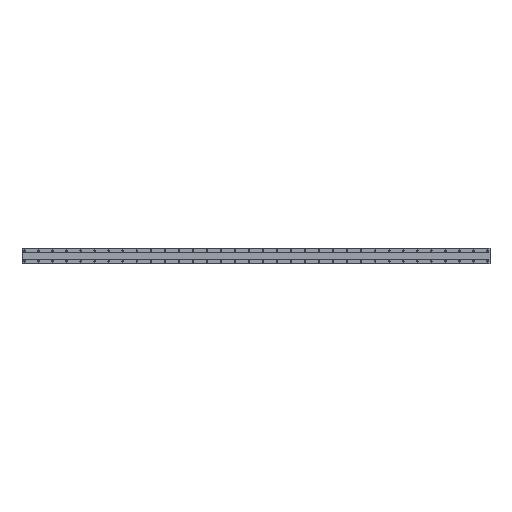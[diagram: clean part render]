
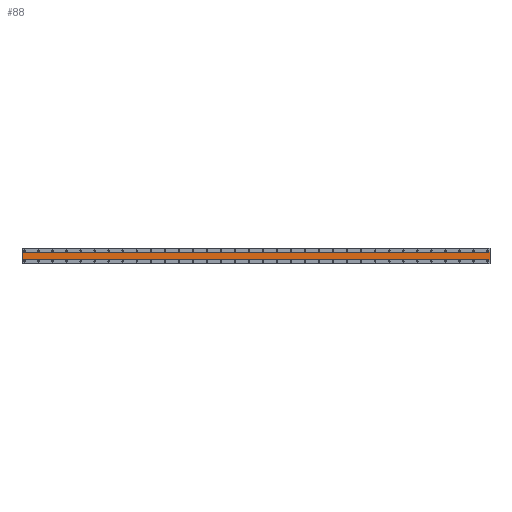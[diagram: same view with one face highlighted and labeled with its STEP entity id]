
A CAD part, front view. The second image highlights one B-rep face of the part: STEP entity #88.
In plain terms, the highlighted planar face has unit normal (0, -1, 0).
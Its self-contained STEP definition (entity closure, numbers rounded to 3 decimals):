
#88 = ADVANCED_FACE ( 'NONE', ( #7789 ), #1539, .F. ) ;
#480 = EDGE_CURVE ( 'NONE', #8018, #10957, #2152, .T. ) ;
#660 = DIRECTION ( 'NONE',  ( 0., 0., -1. ) ) ;
#836 = CARTESIAN_POINT ( 'NONE',  ( -15., 1., 44.91 ) ) ;
#1282 = VERTEX_POINT ( 'NONE', #6027 ) ;
#1314 = VECTOR ( 'NONE', #8484, 1000. ) ;
#1539 = PLANE ( 'NONE',  #7278 ) ;
#1643 = LINE ( 'NONE', #836, #10058 ) ;
#1899 = LINE ( 'NONE', #4495, #2029 ) ;
#2029 = VECTOR ( 'NONE', #6495, 1000. ) ;
#2152 = LINE ( 'NONE', #5754, #1314 ) ;
#3340 = CARTESIAN_POINT ( 'NONE',  ( 2655., 1., -20. ) ) ;
#3588 = CARTESIAN_POINT ( 'NONE',  ( 2655., 1., -20. ) ) ;
#4495 = CARTESIAN_POINT ( 'NONE',  ( 2655., 1., 20. ) ) ;
#4883 = DIRECTION ( 'NONE',  ( 0., 1., 0. ) ) ;
#4913 = ORIENTED_EDGE ( 'NONE', *, *, #480, .F. ) ;
#4938 = DIRECTION ( 'NONE',  ( 0., 0., 1. ) ) ;
#5072 = ORIENTED_EDGE ( 'NONE', *, *, #6376, .T. ) ;
#5754 = CARTESIAN_POINT ( 'NONE',  ( 2655., 1., 44.91 ) ) ;
#6027 = CARTESIAN_POINT ( 'NONE',  ( -15., 1., 20. ) ) ;
#6376 = EDGE_CURVE ( 'NONE', #1282, #7212, #1643, .T. ) ;
#6495 = DIRECTION ( 'NONE',  ( 1., 0., 0. ) ) ;
#7036 = VECTOR ( 'NONE', #7823, 1000. ) ;
#7212 = VERTEX_POINT ( 'NONE', #7716 ) ;
#7278 = AXIS2_PLACEMENT_3D ( 'NONE', #9572, #4883, #4938 ) ;
#7577 = LINE ( 'NONE', #3340, #7036 ) ;
#7716 = CARTESIAN_POINT ( 'NONE',  ( -15., 1., -20. ) ) ;
#7789 = FACE_OUTER_BOUND ( 'NONE', #9642, .T. ) ;
#7823 = DIRECTION ( 'NONE',  ( -1., 0., 0. ) ) ;
#8018 = VERTEX_POINT ( 'NONE', #10332 ) ;
#8484 = DIRECTION ( 'NONE',  ( 0., 0., -1. ) ) ;
#9572 = CARTESIAN_POINT ( 'NONE',  ( 2655., 1., 20. ) ) ;
#9642 = EDGE_LOOP ( 'NONE', ( #10497, #4913, #11593, #5072 ) ) ;
#10058 = VECTOR ( 'NONE', #660, 1000. ) ;
#10219 = EDGE_CURVE ( 'NONE', #10957, #7212, #7577, .T. ) ;
#10332 = CARTESIAN_POINT ( 'NONE',  ( 2655., 1., 20. ) ) ;
#10497 = ORIENTED_EDGE ( 'NONE', *, *, #10219, .F. ) ;
#10957 = VERTEX_POINT ( 'NONE', #3588 ) ;
#11496 = EDGE_CURVE ( 'NONE', #1282, #8018, #1899, .T. ) ;
#11593 = ORIENTED_EDGE ( 'NONE', *, *, #11496, .F. ) ;
